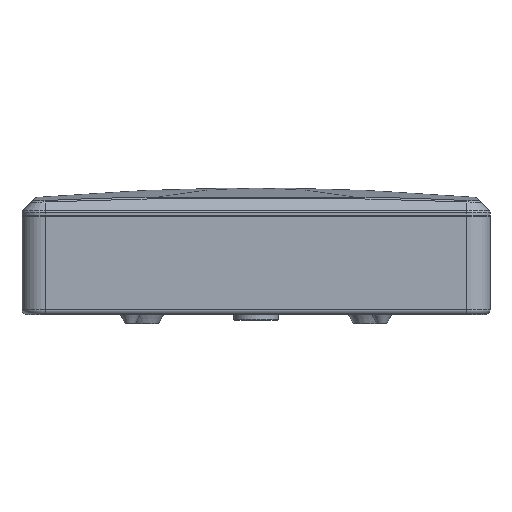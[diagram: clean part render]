
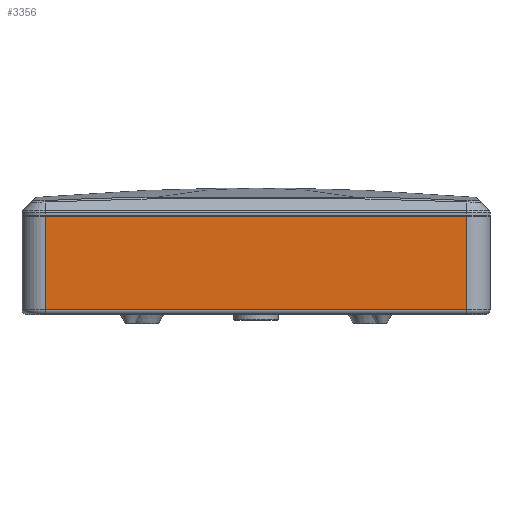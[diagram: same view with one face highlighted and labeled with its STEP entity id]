
A CAD part, front view. The second image highlights one B-rep face of the part: STEP entity #3356.
In plain terms, the highlighted planar face has unit normal (0, -1, 0).
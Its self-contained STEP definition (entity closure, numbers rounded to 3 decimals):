
#70 = DIRECTION ( 'NONE',  ( -1., 0., 0. ) ) ;
#85 = CARTESIAN_POINT ( 'NONE',  ( -100., -100., 42. ) ) ;
#185 = EDGE_CURVE ( 'NONE', #2196, #2484, #1853, .T. ) ;
#393 = FACE_OUTER_BOUND ( 'NONE', #3274, .T. ) ;
#398 = ORIENTED_EDGE ( 'NONE', *, *, #2961, .T. ) ;
#526 = DIRECTION ( 'NONE',  ( 0., 0., 1. ) ) ;
#528 = CARTESIAN_POINT ( 'NONE',  ( 90., -100., 42. ) ) ;
#539 = LINE ( 'NONE', #85, #566 ) ;
#566 = VECTOR ( 'NONE', #70, 1000. ) ;
#612 = EDGE_CURVE ( 'NONE', #2484, #2454, #1447, .T. ) ;
#1070 = CARTESIAN_POINT ( 'NONE',  ( 90., -100., 2. ) ) ;
#1091 = EDGE_CURVE ( 'NONE', #2454, #2059, #1193, .T. ) ;
#1102 = CARTESIAN_POINT ( 'NONE',  ( -90., -100., 2. ) ) ;
#1185 = VECTOR ( 'NONE', #526, 1000. ) ;
#1193 = LINE ( 'NONE', #528, #1185 ) ;
#1359 = DIRECTION ( 'NONE',  ( 0., 1., 0. ) ) ;
#1369 = PLANE ( 'NONE',  #2661 ) ;
#1432 = DIRECTION ( 'NONE',  ( 0., 0., 1. ) ) ;
#1447 = LINE ( 'NONE', #2791, #1454 ) ;
#1454 = VECTOR ( 'NONE', #2767, 1000. ) ;
#1524 = CARTESIAN_POINT ( 'NONE',  ( -100., -100., 55. ) ) ;
#1853 = LINE ( 'NONE', #3296, #1862 ) ;
#1862 = VECTOR ( 'NONE', #3306, 1000. ) ;
#2059 = VERTEX_POINT ( 'NONE', #2582 ) ;
#2179 = CARTESIAN_POINT ( 'NONE',  ( -90., -100., 42. ) ) ;
#2196 = VERTEX_POINT ( 'NONE', #2179 ) ;
#2454 = VERTEX_POINT ( 'NONE', #1070 ) ;
#2484 = VERTEX_POINT ( 'NONE', #1102 ) ;
#2582 = CARTESIAN_POINT ( 'NONE',  ( 90., -100., 42. ) ) ;
#2661 = AXIS2_PLACEMENT_3D ( 'NONE', #1524, #1359, #1432 ) ;
#2760 = ORIENTED_EDGE ( 'NONE', *, *, #185, .T. ) ;
#2767 = DIRECTION ( 'NONE',  ( 1., 0., 0. ) ) ;
#2791 = CARTESIAN_POINT ( 'NONE',  ( -100., -100., 2. ) ) ;
#2838 = ORIENTED_EDGE ( 'NONE', *, *, #612, .T. ) ;
#2961 = EDGE_CURVE ( 'NONE', #2059, #2196, #539, .T. ) ;
#3274 = EDGE_LOOP ( 'NONE', ( #2760, #2838, #3390, #398 ) ) ;
#3296 = CARTESIAN_POINT ( 'NONE',  ( -90., -100., 55. ) ) ;
#3306 = DIRECTION ( 'NONE',  ( 0., 0., -1. ) ) ;
#3356 = ADVANCED_FACE ( 'NONE', ( #393 ), #1369, .F. ) ;
#3390 = ORIENTED_EDGE ( 'NONE', *, *, #1091, .T. ) ;
